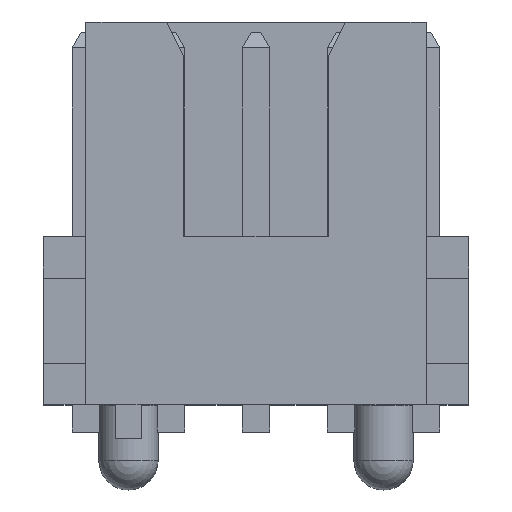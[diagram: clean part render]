
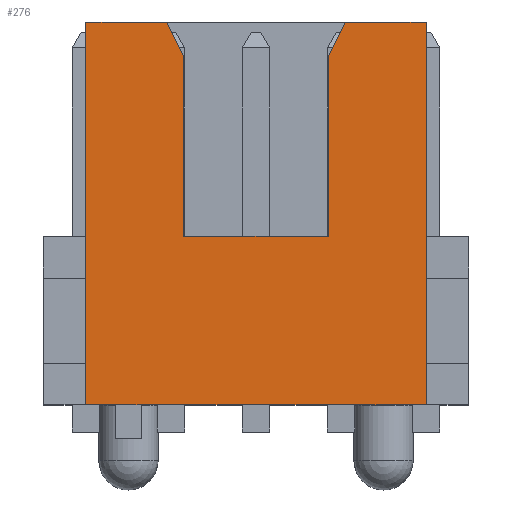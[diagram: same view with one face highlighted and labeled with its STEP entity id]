
A CAD part, top view. The second image highlights one B-rep face of the part: STEP entity #276.
In plain terms, the highlighted planar face has unit normal (0, 0, 1).
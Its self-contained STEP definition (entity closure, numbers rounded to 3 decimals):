
#276=ADVANCED_FACE('',(#712),#713,.T.);
#712=FACE_OUTER_BOUND('',#1331,.T.);
#713=PLANE('',#1332);
#1331=EDGE_LOOP('',(#2067,#2068,#2069,#2070,#2071,#2072,#2073,#2074,#2075,#2076,#2077,#2078,#2079,#2080,#2081,#2082,#2083,#2084));
#1332=AXIS2_PLACEMENT_3D('',#2085,#2086,#2087);
#2067=ORIENTED_EDGE('',*,*,#3721,.T.);
#2068=ORIENTED_EDGE('',*,*,#3747,.F.);
#2069=ORIENTED_EDGE('',*,*,#3717,.T.);
#2070=ORIENTED_EDGE('',*,*,#3770,.F.);
#2071=ORIENTED_EDGE('',*,*,#3771,.T.);
#2072=ORIENTED_EDGE('',*,*,#3772,.F.);
#2073=ORIENTED_EDGE('',*,*,#3773,.T.);
#2074=ORIENTED_EDGE('',*,*,#3774,.F.);
#2075=ORIENTED_EDGE('',*,*,#3775,.T.);
#2076=ORIENTED_EDGE('',*,*,#3776,.F.);
#2077=ORIENTED_EDGE('',*,*,#3777,.T.);
#2078=ORIENTED_EDGE('',*,*,#3778,.F.);
#2079=ORIENTED_EDGE('',*,*,#3704,.T.);
#2080=ORIENTED_EDGE('',*,*,#3745,.F.);
#2081=ORIENTED_EDGE('',*,*,#3726,.T.);
#2082=ORIENTED_EDGE('',*,*,#3731,.T.);
#2083=ORIENTED_EDGE('',*,*,#3779,.T.);
#2084=ORIENTED_EDGE('',*,*,#3735,.T.);
#2085=CARTESIAN_POINT('',(0.635,2.858,2.54));
#2086=DIRECTION('',(0.,0.0,1.0));
#2087=DIRECTION('',(0.0,-1.0,0.0));
#3704=EDGE_CURVE('',#4434,#4432,#4435,.T.);
#3717=EDGE_CURVE('',#4459,#4457,#4460,.T.);
#3721=EDGE_CURVE('',#4465,#4466,#4467,.T.);
#3726=EDGE_CURVE('',#4474,#4475,#4476,.T.);
#3731=EDGE_CURVE('',#4475,#4483,#4484,.T.);
#3735=EDGE_CURVE('',#4489,#4465,#4490,.T.);
#3745=EDGE_CURVE('',#4474,#4432,#4501,.T.);
#3747=EDGE_CURVE('',#4459,#4466,#4503,.T.);
#3770=EDGE_CURVE('',#4542,#4457,#4543,.T.);
#3771=EDGE_CURVE('',#4542,#4544,#4545,.T.);
#3772=EDGE_CURVE('',#4546,#4544,#4547,.T.);
#3773=EDGE_CURVE('',#4546,#4548,#4549,.T.);
#3774=EDGE_CURVE('',#4550,#4548,#4551,.T.);
#3775=EDGE_CURVE('',#4550,#4552,#4553,.T.);
#3776=EDGE_CURVE('',#4554,#4552,#4555,.T.);
#3777=EDGE_CURVE('',#4554,#4556,#4557,.T.);
#3778=EDGE_CURVE('',#4434,#4556,#4558,.T.);
#3779=EDGE_CURVE('',#4483,#4489,#4559,.T.);
#4432=VERTEX_POINT('',#5544);
#4434=VERTEX_POINT('',#5547);
#4435=LINE('',#5548,#5549);
#4457=VERTEX_POINT('',#5581);
#4459=VERTEX_POINT('',#5584);
#4460=LINE('',#5585,#5586);
#4465=VERTEX_POINT('',#5593);
#4466=VERTEX_POINT('',#5594);
#4467=LINE('',#5595,#5596);
#4474=VERTEX_POINT('',#5606);
#4475=VERTEX_POINT('',#5607);
#4476=LINE('',#5608,#5609);
#4483=VERTEX_POINT('',#5619);
#4484=LINE('',#5620,#5621);
#4489=VERTEX_POINT('',#5628);
#4490=LINE('',#5629,#5630);
#4501=LINE('',#5647,#5648);
#4503=LINE('',#5650,#5651);
#4542=VERTEX_POINT('',#5708);
#4543=LINE('',#5709,#5710);
#4544=VERTEX_POINT('',#5711);
#4545=LINE('',#5712,#5713);
#4546=VERTEX_POINT('',#5714);
#4547=LINE('',#5715,#5716);
#4548=VERTEX_POINT('',#5717);
#4549=LINE('',#5718,#5719);
#4550=VERTEX_POINT('',#5720);
#4551=LINE('',#5721,#5722);
#4552=VERTEX_POINT('',#5723);
#4553=LINE('',#5724,#5725);
#4554=VERTEX_POINT('',#5726);
#4555=LINE('',#5727,#5728);
#4556=VERTEX_POINT('',#5729);
#4557=LINE('',#5730,#5731);
#4558=LINE('',#5732,#5733);
#4559=LINE('',#5734,#5735);
#5544=CARTESIAN_POINT('',(5.715,5.715,2.54));
#5547=CARTESIAN_POINT('',(5.715,0.0,2.54));
#5548=CARTESIAN_POINT('',(5.715,5.715,2.54));
#5549=VECTOR('',#7017,1.0);
#5581=CARTESIAN_POINT('',(0.635,0.0,2.54));
#5584=CARTESIAN_POINT('',(0.635,5.715,2.54));
#5585=CARTESIAN_POINT('',(0.635,5.715,2.54));
#5586=VECTOR('',#7029,1.0);
#5593=CARTESIAN_POINT('',(2.096,5.207,2.54));
#5594=CARTESIAN_POINT('',(1.842,5.715,2.54));
#5595=CARTESIAN_POINT('',(2.356,4.686,2.54));
#5596=VECTOR('',#7032,1.0);
#5606=CARTESIAN_POINT('',(4.509,5.715,2.54));
#5607=CARTESIAN_POINT('',(4.255,5.207,2.54));
#5608=CARTESIAN_POINT('',(3.486,3.67,2.54));
#5609=VECTOR('',#7036,1.0);
#5619=CARTESIAN_POINT('',(4.255,2.515,2.54));
#5620=CARTESIAN_POINT('',(4.255,3.359,2.54));
#5621=VECTOR('',#7040,1.0);
#5628=CARTESIAN_POINT('',(2.096,2.515,2.54));
#5629=CARTESIAN_POINT('',(2.096,3.359,2.54));
#5630=VECTOR('',#7043,1.0);
#5647=CARTESIAN_POINT('',(0.635,5.715,2.54));
#5648=VECTOR('',#7050,1.0);
#5650=CARTESIAN_POINT('',(0.635,5.715,2.54));
#5651=VECTOR('',#7051,1.0);
#5708=CARTESIAN_POINT('',(0.838,0.0,2.54));
#5709=CARTESIAN_POINT('',(0.533,0.0,2.54));
#5710=VECTOR('',#7070,1.0);
#5711=CARTESIAN_POINT('',(1.702,0.0,2.54));
#5712=CARTESIAN_POINT('',(0.635,0.0,2.54));
#5713=VECTOR('',#7071,1.0);
#5714=CARTESIAN_POINT('',(2.108,0.0,2.54));
#5715=CARTESIAN_POINT('',(1.168,0.0,2.54));
#5716=VECTOR('',#7072,1.0);
#5717=CARTESIAN_POINT('',(2.972,0.0,2.54));
#5718=CARTESIAN_POINT('',(0.635,0.0,2.54));
#5719=VECTOR('',#7073,1.0);
#5720=CARTESIAN_POINT('',(3.378,0.0,2.54));
#5721=CARTESIAN_POINT('',(1.803,0.0,2.54));
#5722=VECTOR('',#7074,1.0);
#5723=CARTESIAN_POINT('',(4.242,0.0,2.54));
#5724=CARTESIAN_POINT('',(0.635,0.0,2.54));
#5725=VECTOR('',#7075,1.0);
#5726=CARTESIAN_POINT('',(4.648,0.0,2.54));
#5727=CARTESIAN_POINT('',(2.438,0.0,2.54));
#5728=VECTOR('',#7076,1.0);
#5729=CARTESIAN_POINT('',(5.512,0.0,2.54));
#5730=CARTESIAN_POINT('',(0.635,0.0,2.54));
#5731=VECTOR('',#7077,1.0);
#5732=CARTESIAN_POINT('',(3.073,0.0,2.54));
#5733=VECTOR('',#7078,1.0);
#5734=CARTESIAN_POINT('',(1.905,2.515,2.54));
#5735=VECTOR('',#7079,1.0);
#7017=DIRECTION('',(0.0,1.0,0.0));
#7029=DIRECTION('',(0.0,-1.0,0.0));
#7032=DIRECTION('',(-0.447,0.894,0.));
#7036=DIRECTION('',(-0.447,-0.894,0.));
#7040=DIRECTION('',(0.0,-1.0,0.0));
#7043=DIRECTION('',(0.0,1.0,0.0));
#7050=DIRECTION('',(1.0,0.0,0.));
#7051=DIRECTION('',(1.0,0.0,0.));
#7070=DIRECTION('',(-1.0,0.0,0.));
#7071=DIRECTION('',(1.0,0.0,0.));
#7072=DIRECTION('',(-1.0,0.0,0.));
#7073=DIRECTION('',(1.0,0.0,0.));
#7074=DIRECTION('',(-1.0,0.0,0.));
#7075=DIRECTION('',(1.0,0.0,0.));
#7076=DIRECTION('',(-1.0,0.0,0.));
#7077=DIRECTION('',(1.0,0.0,0.));
#7078=DIRECTION('',(-1.0,0.0,0.));
#7079=DIRECTION('',(-1.0,-0.0,0.));
